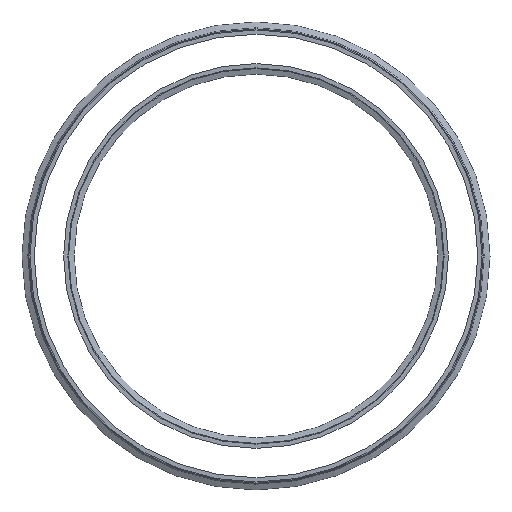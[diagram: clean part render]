
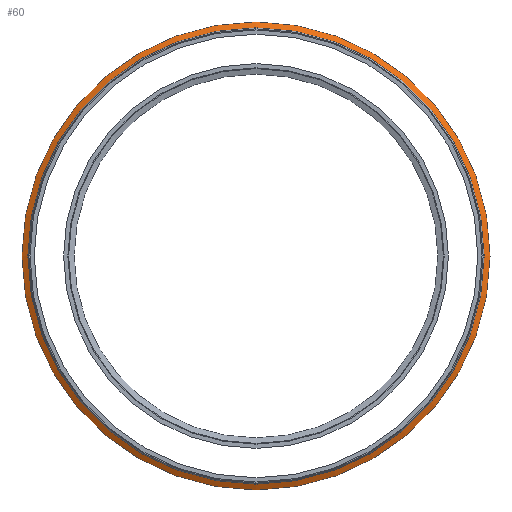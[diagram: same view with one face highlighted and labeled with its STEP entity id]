
A CAD part, top view. The second image highlights one B-rep face of the part: STEP entity #60.
In plain terms, the highlighted conical face has half-angle 62.471 degrees and reference radius 320.583 mm.
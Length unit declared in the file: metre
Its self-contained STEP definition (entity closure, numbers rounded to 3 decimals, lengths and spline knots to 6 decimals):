
#60 = ADVANCED_FACE( '', ( #141, #142 ), #143, .T. );
#141 = FACE_OUTER_BOUND( '', #269, .T. );
#142 = FACE_BOUND( '', #270, .T. );
#143 = CONICAL_SURFACE( '', #271, 0.320583, 1.09 );
#269 = EDGE_LOOP( '', ( #388 ) );
#270 = EDGE_LOOP( '', ( #389 ) );
#271 = AXIS2_PLACEMENT_3D( '', #390, #391, #392 );
#388 = ORIENTED_EDGE( '', *, *, #559, .T. );
#389 = ORIENTED_EDGE( '', *, *, #560, .F. );
#390 = CARTESIAN_POINT( '', ( 0., 0., 0.637616 ) );
#391 = DIRECTION( '', ( 0., 0., -1. ) );
#392 = DIRECTION( '', ( -1., 0., 0. ) );
#559 = EDGE_CURVE( '', #619, #619, #620, .T. );
#560 = EDGE_CURVE( '', #621, #621, #622, .T. );
#619 = VERTEX_POINT( '', #706 );
#620 = CIRCLE( '', #707, 0.328803 );
#621 = VERTEX_POINT( '', #708 );
#622 = CIRCLE( '', #709, 0.320583 );
#706 = CARTESIAN_POINT( '', ( 0.328803, 0., 0.633332 ) );
#707 = AXIS2_PLACEMENT_3D( '', #793, #794, #795 );
#708 = CARTESIAN_POINT( '', ( 0.320583, 0., 0.637616 ) );
#709 = AXIS2_PLACEMENT_3D( '', #796, #797, #798 );
#793 = CARTESIAN_POINT( '', ( 0., 0., 0.633332 ) );
#794 = DIRECTION( '', ( 0., 0., 1. ) );
#795 = DIRECTION( '', ( 1., 0., 0. ) );
#796 = CARTESIAN_POINT( '', ( 0., 0., 0.637616 ) );
#797 = DIRECTION( '', ( 0., 0., 1. ) );
#798 = DIRECTION( '', ( 1., 0., 0. ) );
